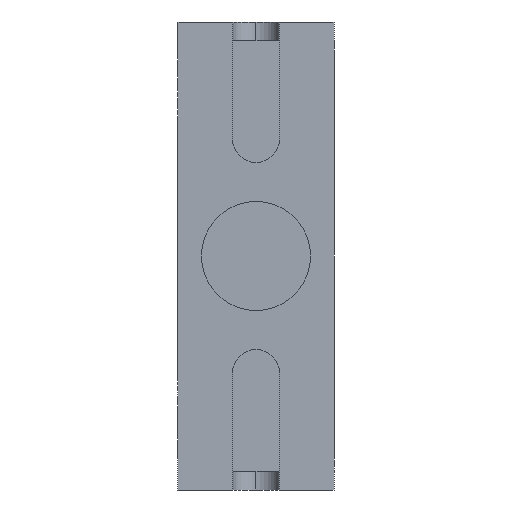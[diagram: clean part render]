
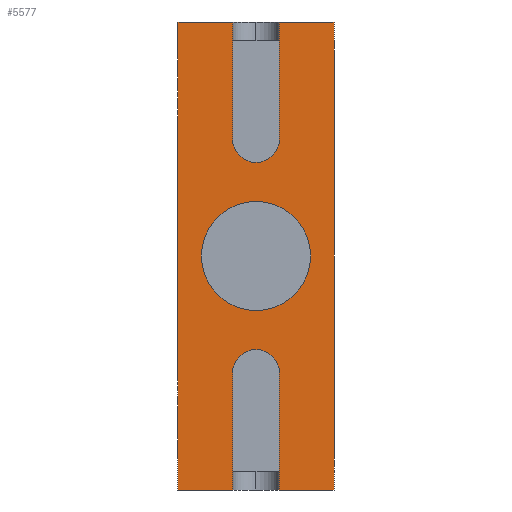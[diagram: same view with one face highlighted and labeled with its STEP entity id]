
A CAD part, left-side view. The second image highlights one B-rep face of the part: STEP entity #5577.
In plain terms, the highlighted planar face has unit normal (-1, 0, 0).
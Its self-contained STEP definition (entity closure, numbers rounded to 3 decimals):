
#4981=CARTESIAN_POINT('POINT305',(0.,7.5,0.));
#4982=VERTEX_POINT('VERTEX305',#4981);
#4983=CARTESIAN_POINT('POINT306',(0.,42.5,0.));
#4984=VERTEX_POINT('VERTEX306',#4983);
#4985=CARTESIAN_POINT('POS583',(0.,25.,0.));
#4986=DIRECTION('DIR921',(-1.,0.,0.));
#4987=DIRECTION('DIR922',(0.,1.,0.));
#4988=AXIS2_PLACEMENT_3D('AXIS339',#4985,#4986,#4987);
#4989=CIRCLE('ELLIPSE186',#4988,17.5);
#4990=EDGE_CURVE('EDGE449',#4982,#4984,#4989,.F.);
#5013=CARTESIAN_POINT('POS587',(0.,25.,0.));
#5014=DIRECTION('DIR927',(-1.,0.,0.));
#5015=DIRECTION('DIR928',(0.,1.,0.));
#5016=AXIS2_PLACEMENT_3D('AXIS341',#5013,#5014,#5015);
#5017=CIRCLE('ELLIPSE187',#5016,17.5);
#5018=EDGE_CURVE('EDGE452',#4984,#4982,#5017,.F.);
#5039=CARTESIAN_POINT('POINT307',(0.,50.,-75.));
#5040=VERTEX_POINT('VERTEX307',#5039);
#5047=CARTESIAN_POINT('POINT308',(0.,50.,75.));
#5048=VERTEX_POINT('VERTEX308',#5047);
#5049=CARTESIAN_POINT('POS591',(0.,50.,-37.5));
#5050=DIRECTION('DIR933',(0.,0.,1.));
#5051=VECTOR('VEC249',#5050,1.);
#5052=LINE('STRAIGHT249',#5049,#5051);
#5053=EDGE_CURVE('EDGE455',#5040,#5048,#5052,.T.);
#5153=CARTESIAN_POINT('POINT309',(0.,0.,-75.));
#5154=VERTEX_POINT('VERTEX309',#5153);
#5162=CARTESIAN_POINT('POINT310',(0.,0.,75.));
#5163=VERTEX_POINT('VERTEX310',#5162);
#5170=CARTESIAN_POINT('POS596',(0.,0.,-37.5));
#5171=DIRECTION('DIR939',(0.,0.,1.));
#5172=VECTOR('VEC253',#5171,1.);
#5173=LINE('STRAIGHT253',#5170,#5172);
#5174=EDGE_CURVE('EDGE459',#5154,#5163,#5173,.T.);
#5270=CARTESIAN_POINT('POINT311',(0.,17.5,-75.));
#5271=VERTEX_POINT('VERTEX311',#5270);
#5280=CARTESIAN_POINT('POINT312',(0.,32.5,-75.));
#5281=VERTEX_POINT('VERTEX312',#5280);
#5288=CARTESIAN_POINT('POS600',(0.,0.,-75.));
#5289=DIRECTION('DIR944',(0.,1.,0.));
#5290=VECTOR('VEC256',#5289,1.);
#5291=LINE('STRAIGHT256',#5288,#5290);
#5292=EDGE_CURVE('EDGE462',#5281,#5040,#5291,.T.);
#5302=CARTESIAN_POINT('POS601',(0.,0.,-75.));
#5303=DIRECTION('DIR945',(0.,1.,0.));
#5304=VECTOR('VEC257',#5303,1.);
#5305=LINE('STRAIGHT257',#5302,#5304);
#5306=EDGE_CURVE('EDGE463',#5154,#5271,#5305,.T.);
#5319=CARTESIAN_POINT('POINT313',(0.,17.5,-37.5));
#5320=VERTEX_POINT('VERTEX313',#5319);
#5321=CARTESIAN_POINT('POS603',(0.,17.5,-75.));
#5322=DIRECTION('DIR948',(0.,0.,-1.));
#5323=VECTOR('VEC258',#5322,1.);
#5324=LINE('STRAIGHT258',#5321,#5323);
#5325=EDGE_CURVE('EDGE464',#5320,#5271,#5324,.T.);
#5342=CARTESIAN_POINT('POINT314',(0.,25.,-30.));
#5343=VERTEX_POINT('VERTEX314',#5342);
#5352=CARTESIAN_POINT('POS607',(0.,25.,-37.5));
#5353=DIRECTION('DIR953',(-1.,0.,0.));
#5354=DIRECTION('DIR954',(0.,0.,-1.));
#5355=AXIS2_PLACEMENT_3D('AXIS347',#5352,#5353,#5354);
#5356=CIRCLE('ELLIPSE188',#5355,7.5);
#5357=EDGE_CURVE('EDGE467',#5343,#5320,#5356,.F.);
#5368=CARTESIAN_POINT('POINT315',(0.,32.5,-37.5));
#5369=VERTEX_POINT('VERTEX315',#5368);
#5370=EDGE_CURVE('EDGE468',#5369,#5343,#5356,.F.);
#5382=CARTESIAN_POINT('POS610',(0.,32.5,-75.));
#5383=DIRECTION('DIR958',(0.,0.,1.));
#5384=VECTOR('VEC262',#5383,1.);
#5385=LINE('STRAIGHT262',#5382,#5384);
#5386=EDGE_CURVE('EDGE470',#5281,#5369,#5385,.T.);
#5401=CARTESIAN_POINT('POINT316',(0.,17.5,75.));
#5402=VERTEX_POINT('VERTEX316',#5401);
#5409=CARTESIAN_POINT('POS613',(0.,0.,75.));
#5410=DIRECTION('DIR962',(0.,1.,0.));
#5411=VECTOR('VEC264',#5410,1.);
#5412=LINE('STRAIGHT264',#5409,#5411);
#5413=EDGE_CURVE('EDGE472',#5163,#5402,#5412,.T.);
#5429=CARTESIAN_POINT('POINT317',(0.,32.5,75.));
#5430=VERTEX_POINT('VERTEX317',#5429);
#5431=CARTESIAN_POINT('POS614',(0.,0.,75.));
#5432=DIRECTION('DIR963',(0.,1.,0.));
#5433=VECTOR('VEC265',#5432,1.);
#5434=LINE('STRAIGHT265',#5431,#5433);
#5435=EDGE_CURVE('EDGE473',#5430,#5048,#5434,.T.);
#5503=CARTESIAN_POINT('POINT322',(0.,17.5,37.5));
#5504=VERTEX_POINT('VERTEX322',#5503);
#5505=CARTESIAN_POINT('POS622',(0.,17.5,0.));
#5506=DIRECTION('DIR973',(0.,0.,1.));
#5507=VECTOR('VEC271',#5506,1.);
#5508=LINE('STRAIGHT271',#5505,#5507);
#5509=EDGE_CURVE('EDGE481',#5402,#5504,#5508,.F.);
#5536=ORIENTED_EDGE('COEDGE948',*,*,#5386,.T.);
#5537=ORIENTED_EDGE('COEDGE949',*,*,#5370,.T.);
#5538=ORIENTED_EDGE('COEDGE950',*,*,#5357,.T.);
#5539=ORIENTED_EDGE('COEDGE951',*,*,#5325,.T.);
#5540=ORIENTED_EDGE('COEDGE952',*,*,#5306,.F.);
#5541=ORIENTED_EDGE('COEDGE953',*,*,#5174,.T.);
#5542=ORIENTED_EDGE('COEDGE954',*,*,#5413,.T.);
#5543=ORIENTED_EDGE('COEDGE955',*,*,#5509,.T.);
#5544=CARTESIAN_POINT('POINT324',(0.,25.,30.));
#5545=VERTEX_POINT('VERTEX324',#5544);
#5546=CARTESIAN_POINT('POS626',(0.,25.,37.5));
#5547=DIRECTION('DIR978',(-1.,0.,0.));
#5548=DIRECTION('DIR979',(0.,0.,-1.));
#5549=AXIS2_PLACEMENT_3D('AXIS353',#5546,#5547,#5548);
#5550=CIRCLE('ELLIPSE189',#5549,7.5);
#5551=EDGE_CURVE('EDGE484',#5504,#5545,#5550,.F.);
#5552=ORIENTED_EDGE('COEDGE956',*,*,#5551,.T.);
#5553=CARTESIAN_POINT('POINT325',(0.,32.5,37.5));
#5554=VERTEX_POINT('VERTEX325',#5553);
#5555=EDGE_CURVE('EDGE485',#5545,#5554,#5550,.F.);
#5556=ORIENTED_EDGE('COEDGE957',*,*,#5555,.T.);
#5557=CARTESIAN_POINT('POS627',(0.,32.5,0.));
#5558=DIRECTION('DIR980',(0.,0.,-1.));
#5559=VECTOR('VEC274',#5558,1.);
#5560=LINE('STRAIGHT274',#5557,#5559);
#5561=EDGE_CURVE('EDGE486',#5554,#5430,#5560,.F.);
#5562=ORIENTED_EDGE('COEDGE958',*,*,#5561,.T.);
#5563=ORIENTED_EDGE('COEDGE959',*,*,#5435,.T.);
#5564=ORIENTED_EDGE('COEDGE960',*,*,#5053,.F.);
#5565=ORIENTED_EDGE('COEDGE961',*,*,#5292,.F.);
#5566=EDGE_LOOP('NONE',(#5536,#5537,#5538,#5539,#5540,#5541,#5542,#5543,
   #5552,#5556,#5562,#5563,#5564,#5565));
#5567=FACE_BOUND('LOOP1',#5566,.T.);
#5568=ORIENTED_EDGE('COEDGE962',*,*,#5018,.T.);
#5569=ORIENTED_EDGE('COEDGE963',*,*,#4990,.T.);
#5570=EDGE_LOOP('NONE',(#5568,#5569));
#5571=FACE_BOUND('LOOP1',#5570,.T.);
#5572=CARTESIAN_POINT('POS628',(0.,0.,-75.));
#5573=DIRECTION('DIR981',(-1.,0.,0.));
#5574=DIRECTION('DIR982',(0.,1.,0.));
#5575=AXIS2_PLACEMENT_3D('AXIS354',#5572,#5573,#5574);
#5576=PLANE('PLANE70',#5575);
#5577=ADVANCED_FACE('FACE176',(#5567,#5571),#5576,.T.);
